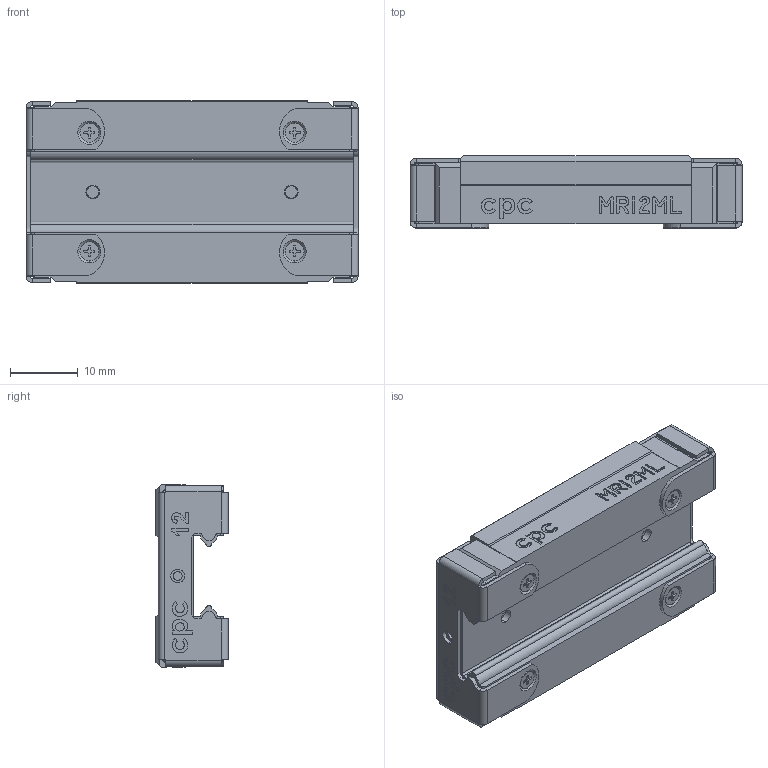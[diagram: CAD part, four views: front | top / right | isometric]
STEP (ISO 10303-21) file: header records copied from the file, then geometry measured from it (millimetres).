
FILE_DESCRIPTION (( 'STEP AP203' ), '1' );
FILE_NAME ('12ML-EE_EZ.STEP', '2009-07-29T08:15:33', ( 'User' ), ( '' ), 'SwSTEP 2.0', 'SolidWorks 2007', '' );
FILE_SCHEMA (( 'CONFIG_CONTROL_DESIGN' ));
Products named in the file (1): 12ML-EE_EZ
Bounding box: 49 x 10.63 x 27 mm (x, y, z)
Volume: 10266.6 mm3; surface area: 7405.1 mm2
Topology: 9 solids, 9 shells, 1061 faces, 2791 edges, 1814 vertices
Faces by surface type: plane 475, bspline 364, cylinder 162, cone 48, torus 12
Entity records: 49562 total; most frequent: CARTESIAN_POINT 25555, ORIENTED_EDGE 5566, DIRECTION 3819, EDGE_CURVE 2783, VERTEX_POINT 1814, VECTOR 1647, LINE 1647, EDGE_LOOP 1155
